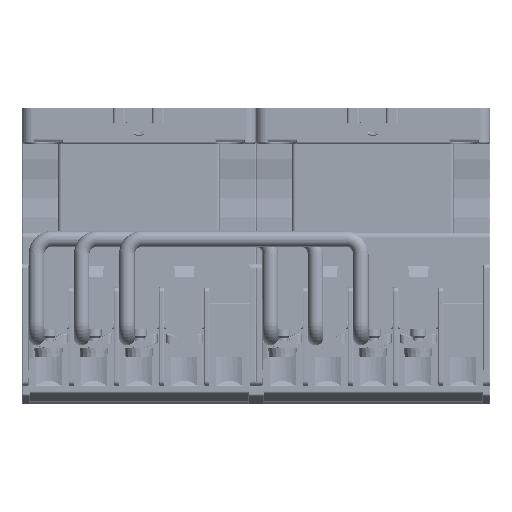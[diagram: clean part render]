
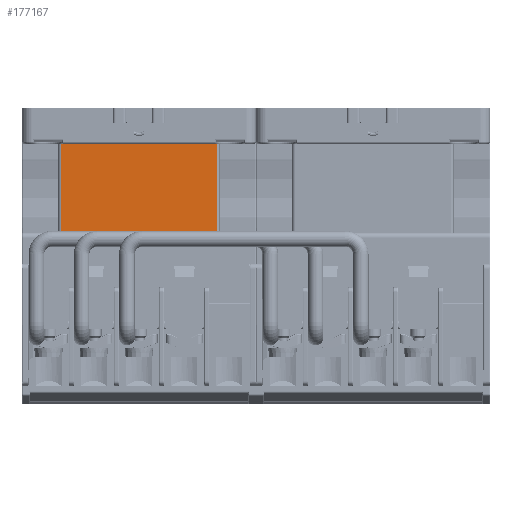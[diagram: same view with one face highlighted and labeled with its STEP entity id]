
A CAD part, left-side view. The second image highlights one B-rep face of the part: STEP entity #177167.
In plain terms, the highlighted planar face has unit normal (-1, 0, 0).
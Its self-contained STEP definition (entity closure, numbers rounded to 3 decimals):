
#2558=DIRECTION('',(0.,1.,0.));
#2559=VECTOR('',#2558,30.);
#2560=CARTESIAN_POINT('',(7.,7.5,-7.));
#2561=LINE('',#2560,#2559);
#35817=DIRECTION('',(0.,0.,-1.));
#35818=VECTOR('',#35817,17.);
#35819=CARTESIAN_POINT('',(7.,37.5,-7.));
#35820=LINE('',#35819,#35818);
#35826=DIRECTION('',(0.,1.,0.));
#35827=VECTOR('',#35826,30.);
#35828=CARTESIAN_POINT('',(7.,7.5,-24.));
#35829=LINE('',#35828,#35827);
#35839=DIRECTION('',(0.,0.,1.));
#35840=VECTOR('',#35839,17.);
#35841=CARTESIAN_POINT('',(7.,7.5,-24.));
#35842=LINE('',#35841,#35840);
#108626=CARTESIAN_POINT('',(7.,7.5,-24.));
#108627=CARTESIAN_POINT('',(7.,7.5,-7.));
#108628=VERTEX_POINT('',#108626);
#108629=VERTEX_POINT('',#108627);
#108634=CARTESIAN_POINT('',(7.,37.5,-7.));
#108635=CARTESIAN_POINT('',(7.,37.5,-24.));
#108636=VERTEX_POINT('',#108634);
#108637=VERTEX_POINT('',#108635);
#177155=CARTESIAN_POINT('',(7.,0.,-30.));
#177156=DIRECTION('',(-1.,0.,0.));
#177157=DIRECTION('',(0.,0.,1.));
#177158=AXIS2_PLACEMENT_3D('',#177155,#177156,#177157);
#177159=PLANE('',#177158);
#177161=ORIENTED_EDGE('',*,*,#177160,.F.);
#177162=ORIENTED_EDGE('',*,*,#177029,.T.);
#177163=ORIENTED_EDGE('',*,*,#177142,.F.);
#177164=ORIENTED_EDGE('',*,*,#133369,.F.);
#177165=EDGE_LOOP('',(#177161,#177162,#177163,#177164));
#177166=FACE_OUTER_BOUND('',#177165,.F.);
#177167=ADVANCED_FACE('',(#177166),#177159,.T.);
#133369=EDGE_CURVE('',#108629,#108636,#2561,.T.);
#177029=EDGE_CURVE('',#108628,#108637,#35829,.T.);
#177142=EDGE_CURVE('',#108636,#108637,#35820,.T.);
#177160=EDGE_CURVE('',#108628,#108629,#35842,.T.);
